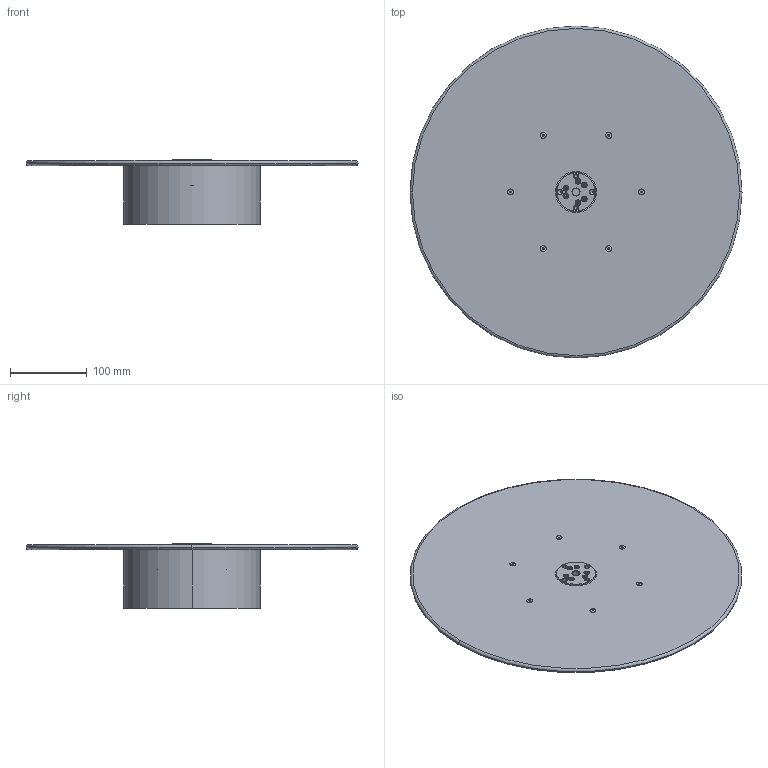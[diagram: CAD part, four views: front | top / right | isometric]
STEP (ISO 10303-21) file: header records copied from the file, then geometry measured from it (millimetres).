
FILE_DESCRIPTION (( 'STEP AP214' ), '1' );
FILE_NAME ('3X3 SPLITTER MOUNT.STEP', '2024-04-25T22:39:29', ( '' ), ( '' ), 'SwSTEP 2.0', 'SolidWorks 2023', '' );
FILE_SCHEMA (( 'AUTOMOTIVE_DESIGN' ));
Length unit declared in the file: inch
Products named in the file (9): ATI-MINI45; FAIRING; 91253A148_Black-Oxide Alloy Steel Hex Drive Flat Head Screw_91253A148; ATI-MINI45_SURFACE_MOUNT_ADAPTER; ATI-MINI45_SURFACE_MOUNT_ADAPTER_1; SPLITTER; 3X3 SPLITTER MOUNT; 91290A119_Alloy Steel Socket Head Screw_91290A119; MINI45 ADAPTER
Assembly tree (18 placements, depth 2):
  3X3 SPLITTER MOUNT
    ATI-MINI45
    ATI-MINI45_SURFACE_MOUNT_ADAPTER
    FAIRING
    SPLITTER
    MINI45 ADAPTER
    ATI-MINI45_SURFACE_MOUNT_ADAPTER_1
    91290A119_Alloy Steel Socket Head Screw_91290A119  x6
    91253A148_Black-Oxide Alloy Steel Hex Drive Flat Head Screw_91253A148  x6
Bounding box: 431.8 x 431.8 x 83.82 mm (x, y, z)
Volume: 1612158.2 mm3; surface area: 449323.7 mm2
Topology: 18 solids, 18 shells, 650 faces, 1467 edges, 860 vertices
Faces by surface type: cylinder 233, cone 222, plane 167, torus 28
Entity records: 11946 total; most frequent: DIRECTION 2236, CARTESIAN_POINT 1984, ORIENTED_EDGE 1820, AXIS2_PLACEMENT_3D 920, EDGE_CURVE 910, VERTEX_POINT 570, EDGE_LOOP 524, CIRCLE 499
